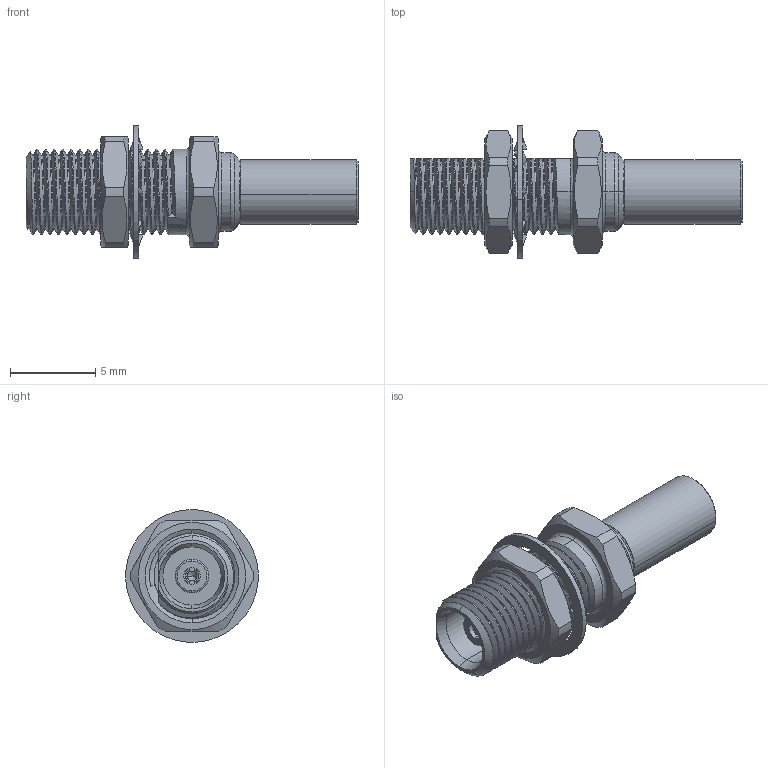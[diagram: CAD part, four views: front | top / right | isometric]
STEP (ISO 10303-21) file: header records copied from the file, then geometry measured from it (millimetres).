
FILE_DESCRIPTION (( 'STEP AP214' ), '1' );
FILE_NAME ('Ðîçåòêà_ÑÐ-50-2-02-Ð-Ï-Îá-060.STEP', '2018-12-06T06:27:00', ( 'User' ), ( '' ), 'SwSTEP 2.0', 'SolidWorks 2016', '' );
FILE_SCHEMA (( 'AUTOMOTIVE_DESIGN' ));
Length unit declared in the file: millimetre
Products named in the file (1): Ðîçåòêà_ÑÐ-50-2-02-Ð-Ï-Îá-060
Bounding box: 19.5 x 7.79 x 7.79 mm (x, y, z)
Volume: 290.3 mm3; surface area: 746.4 mm2
Topology: 3 solids, 3 shells, 292 faces, 775 edges, 496 vertices
Faces by surface type: cylinder 111, bspline 89, cone 42, plane 36, torus 14
Entity records: 39702 total; most frequent: CARTESIAN_POINT 30318, ORIENTED_EDGE 1546, DIRECTION 944, EDGE_CURVE 773, VERTEX_POINT 496, AXIS2_PLACEMENT_3D 373, EDGE_LOOP 305, UNCERTAINTY_MEASURE_WITH_UNIT 297
